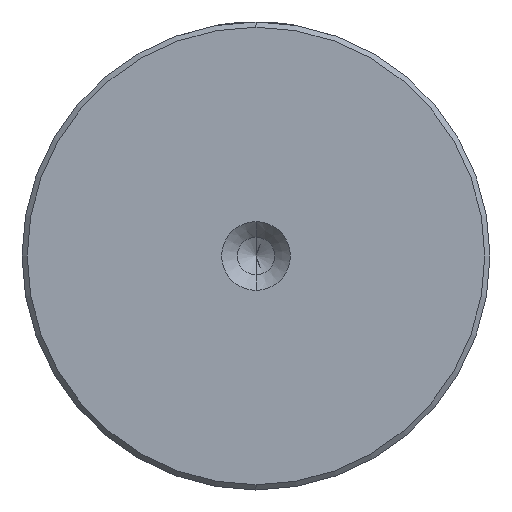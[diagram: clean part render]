
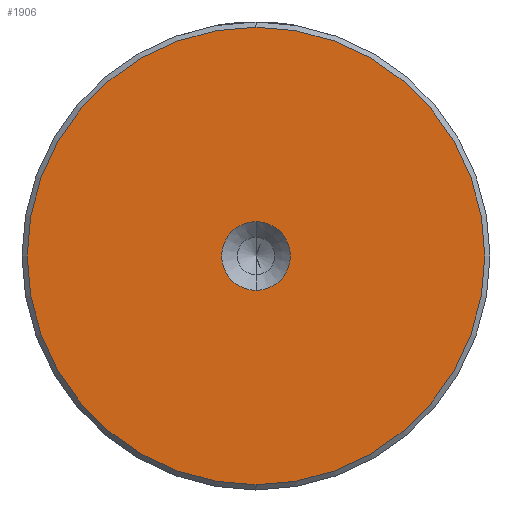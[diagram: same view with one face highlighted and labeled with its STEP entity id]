
A CAD part, left-side view. The second image highlights one B-rep face of the part: STEP entity #1906.
In plain terms, the highlighted planar face has unit normal (-1, 0, 0).
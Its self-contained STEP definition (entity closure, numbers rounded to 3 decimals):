
#27 = DIRECTION ( 'NONE',  ( -1., 0., 0. ) ) ;
#31 = CARTESIAN_POINT ( 'NONE',  ( 0., 0., 0. ) ) ;
#76 = AXIS2_PLACEMENT_3D ( 'NONE', #345, #1687, #540 ) ;
#87 = EDGE_CURVE ( 'NONE', #420, #1454, #1434, .T. ) ;
#96 = EDGE_LOOP ( 'NONE', ( #2010, #415 ) ) ;
#125 = CIRCLE ( 'NONE', #76, 3.3 ) ;
#345 = CARTESIAN_POINT ( 'NONE',  ( 0., 0., 0. ) ) ;
#415 = ORIENTED_EDGE ( 'NONE', *, *, #2216, .F. ) ;
#420 = VERTEX_POINT ( 'NONE', #987 ) ;
#456 = VERTEX_POINT ( 'NONE', #580 ) ;
#459 = FACE_OUTER_BOUND ( 'NONE', #799, .T. ) ;
#540 = DIRECTION ( 'NONE',  ( 0., 0., 1. ) ) ;
#580 = CARTESIAN_POINT ( 'NONE',  ( 0., 0., -3.3 ) ) ;
#799 = EDGE_LOOP ( 'NONE', ( #1368, #2147 ) ) ;
#890 = CARTESIAN_POINT ( 'NONE',  ( 0., 0., 0. ) ) ;
#976 = CIRCLE ( 'NONE', #2020, 22. ) ;
#977 = CARTESIAN_POINT ( 'NONE',  ( 0., 0., 0. ) ) ;
#987 = CARTESIAN_POINT ( 'NONE',  ( 0., 0., -22. ) ) ;
#1082 = DIRECTION ( 'NONE',  ( 0., 0., 1. ) ) ;
#1113 = VERTEX_POINT ( 'NONE', #1797 ) ;
#1171 = DIRECTION ( 'NONE',  ( 0., 0., 1. ) ) ;
#1177 = DIRECTION ( 'NONE',  ( 0., 0., 1. ) ) ;
#1338 = PLANE ( 'NONE',  #1909 ) ;
#1368 = ORIENTED_EDGE ( 'NONE', *, *, #87, .T. ) ;
#1434 = CIRCLE ( 'NONE', #1939, 22. ) ;
#1454 = VERTEX_POINT ( 'NONE', #2424 ) ;
#1500 = AXIS2_PLACEMENT_3D ( 'NONE', #890, #2208, #1082 ) ;
#1687 = DIRECTION ( 'NONE',  ( -1., 0., 0. ) ) ;
#1797 = CARTESIAN_POINT ( 'NONE',  ( 0., 0., 3.3 ) ) ;
#1863 = CIRCLE ( 'NONE', #1500, 3.3 ) ;
#1906 = ADVANCED_FACE ( 'NONE', ( #459, #1930 ), #1338, .T. ) ;
#1909 = AXIS2_PLACEMENT_3D ( 'NONE', #1917, #2286, #1171 ) ;
#1911 = EDGE_CURVE ( 'NONE', #1454, #420, #976, .T. ) ;
#1917 = CARTESIAN_POINT ( 'NONE',  ( 0., 0., 0. ) ) ;
#1930 = FACE_BOUND ( 'NONE', #96, .T. ) ;
#1939 = AXIS2_PLACEMENT_3D ( 'NONE', #31, #27, #2090 ) ;
#2010 = ORIENTED_EDGE ( 'NONE', *, *, #2339, .F. ) ;
#2020 = AXIS2_PLACEMENT_3D ( 'NONE', #977, #2297, #1177 ) ;
#2090 = DIRECTION ( 'NONE',  ( 0., 0., 1. ) ) ;
#2147 = ORIENTED_EDGE ( 'NONE', *, *, #1911, .T. ) ;
#2208 = DIRECTION ( 'NONE',  ( -1., 0., 0. ) ) ;
#2216 = EDGE_CURVE ( 'NONE', #456, #1113, #125, .T. ) ;
#2286 = DIRECTION ( 'NONE',  ( -1., 0., 0. ) ) ;
#2297 = DIRECTION ( 'NONE',  ( -1., 0., 0. ) ) ;
#2339 = EDGE_CURVE ( 'NONE', #1113, #456, #1863, .T. ) ;
#2424 = CARTESIAN_POINT ( 'NONE',  ( 0., 0., 22. ) ) ;
